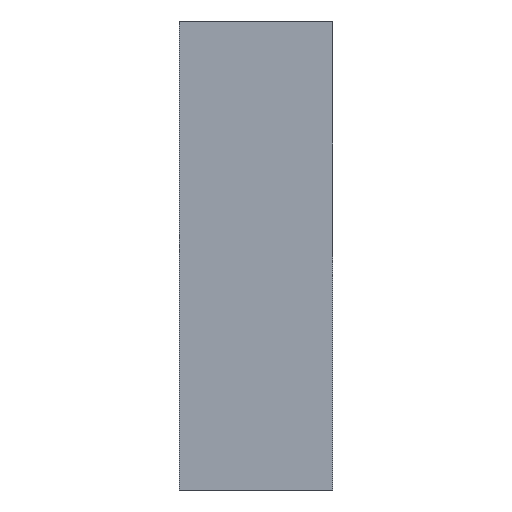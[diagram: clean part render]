
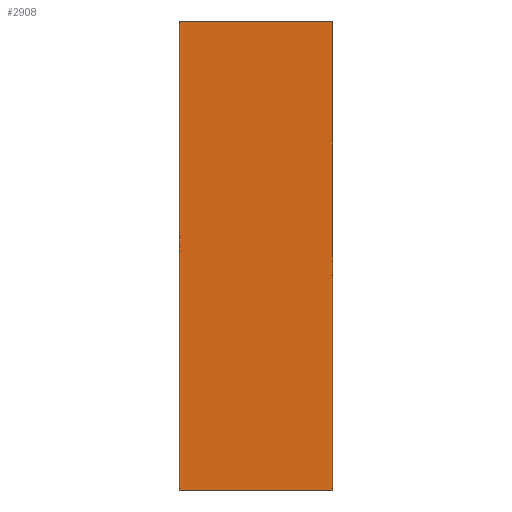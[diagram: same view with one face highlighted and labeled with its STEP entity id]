
A CAD part, left-side view. The second image highlights one B-rep face of the part: STEP entity #2908.
In plain terms, the highlighted planar face has unit normal (-1, 0, 0).
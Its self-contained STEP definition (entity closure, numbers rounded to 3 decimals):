
#324 = PLANE ( 'NONE',  #8602 ) ;
#1280 = VECTOR ( 'NONE', #6519, 1000. ) ;
#1420 = DIRECTION ( 'NONE',  ( 1., 0., 0. ) ) ;
#1513 = VECTOR ( 'NONE', #12508, 1000. ) ;
#2396 = FACE_OUTER_BOUND ( 'NONE', #6338, .T. ) ;
#2543 = CARTESIAN_POINT ( 'NONE',  ( -247.5, 677.17, -152.5 ) ) ;
#2551 = EDGE_CURVE ( 'NONE', #14352, #8237, #10143, .T. ) ;
#2670 = ORIENTED_EDGE ( 'NONE', *, *, #5827, .T. ) ;
#2908 = ADVANCED_FACE ( 'NONE', ( #2396 ), #324, .F. ) ;
#3544 = VECTOR ( 'NONE', #6655, 1000. ) ;
#3617 = ORIENTED_EDGE ( 'NONE', *, *, #6918, .F. ) ;
#3862 = CARTESIAN_POINT ( 'NONE',  ( -247.5, 100., -152.5 ) ) ;
#3937 = VERTEX_POINT ( 'NONE', #3862 ) ;
#4173 = CARTESIAN_POINT ( 'NONE',  ( -247.5, 677.17, -152.5 ) ) ;
#5110 = DIRECTION ( 'NONE',  ( 0., 1., 0. ) ) ;
#5332 = LINE ( 'NONE', #4173, #1280 ) ;
#5827 = EDGE_CURVE ( 'NONE', #3937, #10080, #5332, .T. ) ;
#6338 = EDGE_LOOP ( 'NONE', ( #3617, #2670, #6372, #9430 ) ) ;
#6372 = ORIENTED_EDGE ( 'NONE', *, *, #7170, .T. ) ;
#6519 = DIRECTION ( 'NONE',  ( 0., -1., 0. ) ) ;
#6655 = DIRECTION ( 'NONE',  ( 0., -1., 0. ) ) ;
#6796 = CARTESIAN_POINT ( 'NONE',  ( -247.5, 100., -152.5 ) ) ;
#6814 = CARTESIAN_POINT ( 'NONE',  ( -247.5, 677.17, 152.5 ) ) ;
#6918 = EDGE_CURVE ( 'NONE', #3937, #14352, #14065, .T. ) ;
#7170 = EDGE_CURVE ( 'NONE', #10080, #8237, #15199, .T. ) ;
#7834 = DIRECTION ( 'NONE',  ( 0., 0., 1. ) ) ;
#7943 = CARTESIAN_POINT ( 'NONE',  ( -247.5, 100., 152.5 ) ) ;
#8237 = VERTEX_POINT ( 'NONE', #15230 ) ;
#8602 = AXIS2_PLACEMENT_3D ( 'NONE', #2543, #1420, #5110 ) ;
#9430 = ORIENTED_EDGE ( 'NONE', *, *, #2551, .F. ) ;
#10080 = VERTEX_POINT ( 'NONE', #12776 ) ;
#10143 = LINE ( 'NONE', #6814, #3544 ) ;
#10248 = CARTESIAN_POINT ( 'NONE',  ( -247.5, 0., 0. ) ) ;
#11878 = VECTOR ( 'NONE', #7834, 1000. ) ;
#12508 = DIRECTION ( 'NONE',  ( 0., 0., 1. ) ) ;
#12776 = CARTESIAN_POINT ( 'NONE',  ( -247.5, 0., -152.5 ) ) ;
#14065 = LINE ( 'NONE', #6796, #11878 ) ;
#14352 = VERTEX_POINT ( 'NONE', #7943 ) ;
#15199 = LINE ( 'NONE', #10248, #1513 ) ;
#15230 = CARTESIAN_POINT ( 'NONE',  ( -247.5, 0., 152.5 ) ) ;
